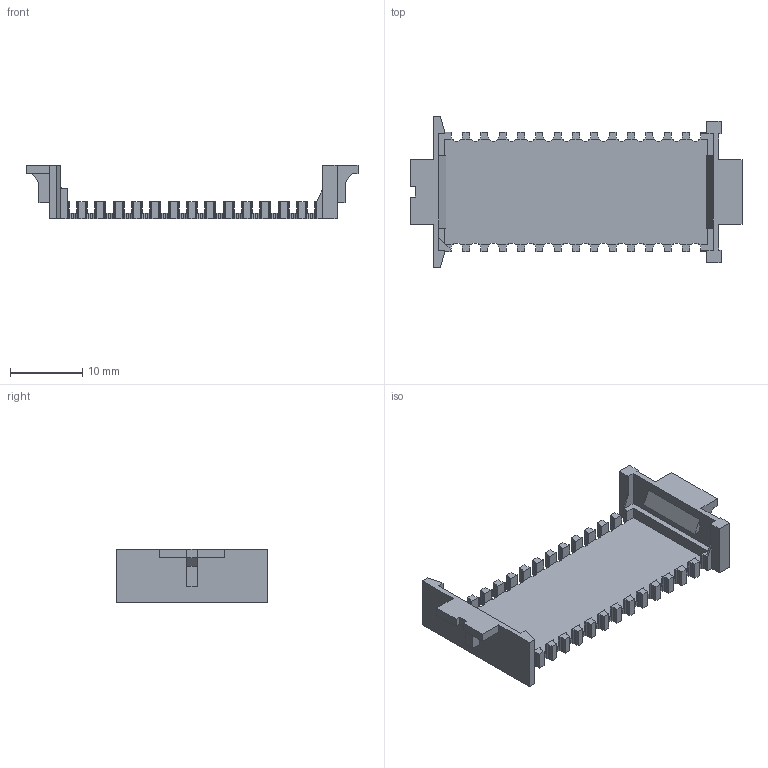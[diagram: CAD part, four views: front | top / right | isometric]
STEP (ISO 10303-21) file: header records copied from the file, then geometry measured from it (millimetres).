
FILE_DESCRIPTION(('FreeCAD Model'),'2;1');
FILE_NAME('pcb2molex8878_chamfer.step','2020-02-05T15:24:22',('FreeCAD') ,('FreeCAD'),'Open CASCADE STEP processor 7.3','FreeCAD','Unknown');
FILE_SCHEMA(('AUTOMOTIVE_DESIGN { 1 0 10303 214 1 1 1 1 }'));
Length unit declared in the file: millimetre
Products named in the file (1): Open CASCADE STEP translator 7.3 1
Bounding box: 46 x 21 x 7.48 mm (x, y, z)
Volume: 959.8 mm3; surface area: 2400.3 mm2
Topology: 1 solids, 1 shells, 465 faces, 1374 edges, 913 vertices
Faces by surface type: plane 465
Entity records: 31914 total; most frequent: CARTESIAN_POINT 6635, DIRECTION 3920, LINE 2988, VECTOR 2988, ORIENTED_EDGE 2748, PCURVE 2748, DEFINITIONAL_REPRESENTATION 2748, EDGE_CURVE 1374
